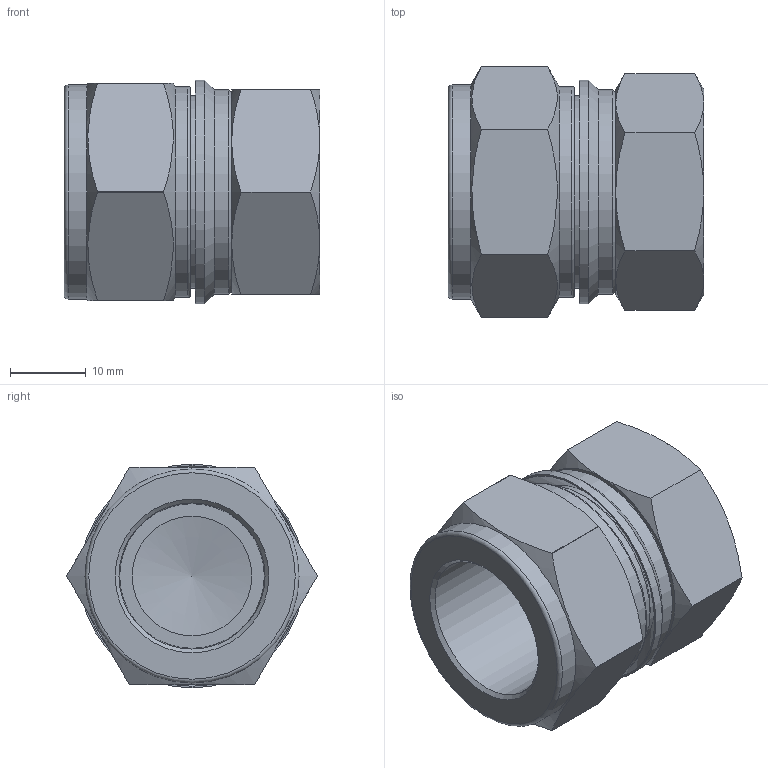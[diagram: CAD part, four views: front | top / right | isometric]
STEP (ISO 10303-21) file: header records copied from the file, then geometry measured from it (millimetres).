
FILE_DESCRIPTION(/* description */ (''),/* implementation_level */ '2;1');
FILE_NAME(/* name */ 'SCI-12.stp',/* time_stamp */ '2022-04-26T08:45:32+09:00',/* author */ ('user'),/* organization */ (''),/* preprocessor_version */ 'ST-DEVELOPER v18.1',/* originating_system */ 'Autodesk Inventor 2022',/* authorisation */ '');
FILE_SCHEMA (('AUTOMOTIVE_DESIGN { 1 0 10303 214 3 1 1 }'));
Length unit declared in the file: millimetre
Products named in the file (1): SCI-12
Bounding box: 33.67 x 33 x 29.5 mm (x, y, z)
Volume: 13991.3 mm3; surface area: 7147.4 mm2
Topology: 1 solids, 1 shells, 58 faces, 129 edges, 78 vertices
Faces by surface type: cone 22, plane 19, cylinder 15, torus 2
Full cylindrical faces by diameter (mm): 15.75 x1, 19.25 x1, 23.7 x1, 24.2 x1, 25.4 x1, 26.9 x1, 27.8 x1, 28.2 x1, 29.5 x1
Entity records: 1596 total; most frequent: CARTESIAN_POINT 337, DIRECTION 265, ORIENTED_EDGE 256, EDGE_CURVE 128, AXIS2_PLACEMENT_3D 114, VERTEX_POINT 78, EDGE_LOOP 64, FACE_OUTER_BOUND 58
